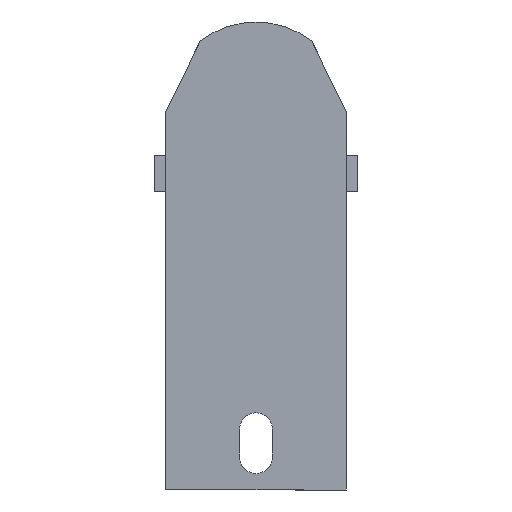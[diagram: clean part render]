
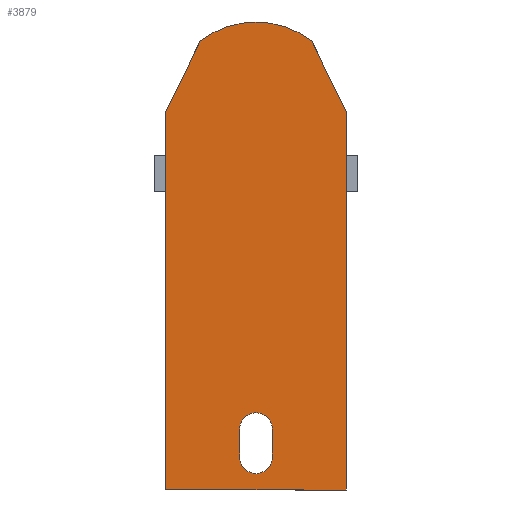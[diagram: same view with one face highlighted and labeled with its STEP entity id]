
A CAD part, left-side view. The second image highlights one B-rep face of the part: STEP entity #3879.
In plain terms, the highlighted face is planar.
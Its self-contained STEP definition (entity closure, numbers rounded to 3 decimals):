
#37 = CARTESIAN_POINT ( 'NONE',  ( 10.996, 0., -88.751 ) ) ;
#109 = DIRECTION ( 'NONE',  ( 0., 0., 1. ) ) ;
#114 = VERTEX_POINT ( 'NONE', #5113 ) ;
#157 = ORIENTED_EDGE ( 'NONE', *, *, #6273, .F. ) ;
#175 = VECTOR ( 'NONE', #3303, 1000. ) ;
#405 = DIRECTION ( 'NONE',  ( 0., 0., 1. ) ) ;
#418 = DIRECTION ( 'NONE',  ( 0., 0., 1. ) ) ;
#437 = CARTESIAN_POINT ( 'NONE',  ( 17.825, 0., 0. ) ) ;
#603 = VERTEX_POINT ( 'NONE', #6176 ) ;
#700 = AXIS2_PLACEMENT_3D ( 'NONE', #6185, #1780, #405 ) ;
#708 = DIRECTION ( 'NONE',  ( 0., 0., 1. ) ) ;
#897 = VECTOR ( 'NONE', #3791, 1000. ) ;
#953 = EDGE_CURVE ( 'NONE', #5846, #5796, #1896, .T. ) ;
#990 = CIRCLE ( 'NONE', #4256, 3.25 ) ;
#1134 = EDGE_CURVE ( 'NONE', #2514, #5764, #5357, .T. ) ;
#1172 = DIRECTION ( 'NONE',  ( 0., -1., 0. ) ) ;
#1317 = EDGE_CURVE ( 'NONE', #1968, #3009, #3891, .T. ) ;
#1320 = ORIENTED_EDGE ( 'NONE', *, *, #6319, .F. ) ;
#1371 = CARTESIAN_POINT ( 'NONE',  ( 3.25, 0., -12. ) ) ;
#1576 = CARTESIAN_POINT ( 'NONE',  ( 0., 0., -6.5 ) ) ;
#1686 = ORIENTED_EDGE ( 'NONE', *, *, #953, .F. ) ;
#1780 = DIRECTION ( 'NONE',  ( 0., 1., 0. ) ) ;
#1869 = ORIENTED_EDGE ( 'NONE', *, *, #5298, .F. ) ;
#1896 = LINE ( 'NONE', #4356, #2171 ) ;
#1916 = VECTOR ( 'NONE', #3456, 1000. ) ;
#1923 = FACE_BOUND ( 'NONE', #5043, .T. ) ;
#1968 = VERTEX_POINT ( 'NONE', #5443 ) ;
#1993 = CARTESIAN_POINT ( 'NONE',  ( -17.825, 0., -74.75 ) ) ;
#2073 = ORIENTED_EDGE ( 'NONE', *, *, #1317, .T. ) ;
#2171 = VECTOR ( 'NONE', #6293, 1000. ) ;
#2192 = DIRECTION ( 'NONE',  ( 0., 0., 1. ) ) ;
#2196 = VERTEX_POINT ( 'NONE', #6263 ) ;
#2280 = LINE ( 'NONE', #437, #897 ) ;
#2514 = VERTEX_POINT ( 'NONE', #1371 ) ;
#2538 = AXIS2_PLACEMENT_3D ( 'NONE', #1576, #1172, #109 ) ;
#2638 = CARTESIAN_POINT ( 'NONE',  ( 17.825, 0., -74.75 ) ) ;
#2733 = CARTESIAN_POINT ( 'NONE',  ( -17.825, 0., 0. ) ) ;
#2801 = EDGE_CURVE ( 'NONE', #603, #5982, #3637, .T. ) ;
#3009 = VERTEX_POINT ( 'NONE', #4280 ) ;
#3189 = ORIENTED_EDGE ( 'NONE', *, *, #4799, .F. ) ;
#3243 = CARTESIAN_POINT ( 'NONE',  ( -3.25, 0., -12. ) ) ;
#3285 = DIRECTION ( 'NONE',  ( 0., 0., -1. ) ) ;
#3303 = DIRECTION ( 'NONE',  ( 0., 0., 1. ) ) ;
#3383 = DIRECTION ( 'NONE',  ( 0., 1., 0. ) ) ;
#3456 = DIRECTION ( 'NONE',  ( 0.438, 0., -0.899 ) ) ;
#3611 = DIRECTION ( 'NONE',  ( 0., -1., 0. ) ) ;
#3637 = LINE ( 'NONE', #2638, #4134 ) ;
#3665 = EDGE_CURVE ( 'NONE', #2196, #114, #4933, .T. ) ;
#3703 = LINE ( 'NONE', #2733, #5184 ) ;
#3791 = DIRECTION ( 'NONE',  ( 0., 0., -1. ) ) ;
#3822 = EDGE_CURVE ( 'NONE', #5846, #2196, #3703, .T. ) ;
#3879 = ADVANCED_FACE ( 'NONE', ( #4829, #1923 ), #6225, .F. ) ;
#3891 = LINE ( 'NONE', #3243, #175 ) ;
#3902 = ORIENTED_EDGE ( 'NONE', *, *, #3822, .T. ) ;
#4134 = VECTOR ( 'NONE', #4153, 1000. ) ;
#4153 = DIRECTION ( 'NONE',  ( -0.438, 0., -0.899 ) ) ;
#4256 = AXIS2_PLACEMENT_3D ( 'NONE', #5089, #3611, #708 ) ;
#4280 = CARTESIAN_POINT ( 'NONE',  ( -3.25, 0., -6.5 ) ) ;
#4349 = VECTOR ( 'NONE', #2192, 1000. ) ;
#4356 = CARTESIAN_POINT ( 'NONE',  ( -17.825, 0., 0. ) ) ;
#4633 = CARTESIAN_POINT ( 'NONE',  ( 17.825, 0., 0. ) ) ;
#4742 = ORIENTED_EDGE ( 'NONE', *, *, #2801, .F. ) ;
#4799 = EDGE_CURVE ( 'NONE', #5764, #3009, #6041, .T. ) ;
#4829 = FACE_OUTER_BOUND ( 'NONE', #5925, .T. ) ;
#4933 = LINE ( 'NONE', #1993, #1916 ) ;
#5043 = EDGE_LOOP ( 'NONE', ( #1869, #2073, #3189, #5592 ) ) ;
#5089 = CARTESIAN_POINT ( 'NONE',  ( 0., 0., -12. ) ) ;
#5091 = CARTESIAN_POINT ( 'NONE',  ( 3.25, 0., -6.5 ) ) ;
#5113 = CARTESIAN_POINT ( 'NONE',  ( -10.996, 0., -88.751 ) ) ;
#5142 = CARTESIAN_POINT ( 'NONE',  ( 3.25, 0., -12. ) ) ;
#5184 = VECTOR ( 'NONE', #3285, 1000. ) ;
#5281 = CARTESIAN_POINT ( 'NONE',  ( -17.825, 0., 0. ) ) ;
#5286 = CARTESIAN_POINT ( 'NONE',  ( 0., 0., -74.5 ) ) ;
#5298 = EDGE_CURVE ( 'NONE', #1968, #2514, #990, .T. ) ;
#5357 = LINE ( 'NONE', #5142, #4349 ) ;
#5403 = AXIS2_PLACEMENT_3D ( 'NONE', #5286, #3383, #418 ) ;
#5443 = CARTESIAN_POINT ( 'NONE',  ( -3.25, 0., -12. ) ) ;
#5592 = ORIENTED_EDGE ( 'NONE', *, *, #1134, .F. ) ;
#5764 = VERTEX_POINT ( 'NONE', #5091 ) ;
#5796 = VERTEX_POINT ( 'NONE', #4633 ) ;
#5846 = VERTEX_POINT ( 'NONE', #5281 ) ;
#5925 = EDGE_LOOP ( 'NONE', ( #6003, #1320, #4742, #157, #1686, #3902 ) ) ;
#5982 = VERTEX_POINT ( 'NONE', #37 ) ;
#6003 = ORIENTED_EDGE ( 'NONE', *, *, #3665, .T. ) ;
#6041 = CIRCLE ( 'NONE', #2538, 3.25 ) ;
#6176 = CARTESIAN_POINT ( 'NONE',  ( 17.825, 0., -74.75 ) ) ;
#6185 = CARTESIAN_POINT ( 'NONE',  ( 0., 0., -74.5 ) ) ;
#6225 = PLANE ( 'NONE',  #5403 ) ;
#6263 = CARTESIAN_POINT ( 'NONE',  ( -17.825, 0., -74.75 ) ) ;
#6273 = EDGE_CURVE ( 'NONE', #5796, #603, #2280, .T. ) ;
#6293 = DIRECTION ( 'NONE',  ( 1., 0., 0. ) ) ;
#6319 = EDGE_CURVE ( 'NONE', #5982, #114, #6340, .T. ) ;
#6340 = CIRCLE ( 'NONE', #700, 18. ) ;
